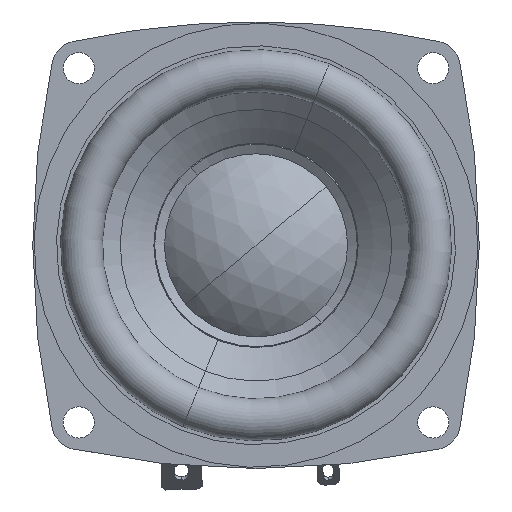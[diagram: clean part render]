
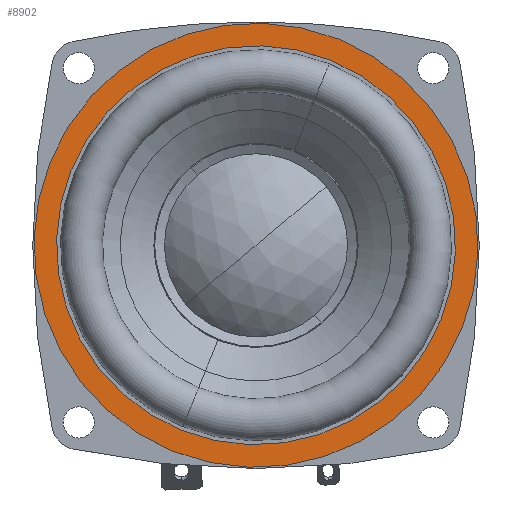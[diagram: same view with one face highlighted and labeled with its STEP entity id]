
A CAD part, top view. The second image highlights one B-rep face of the part: STEP entity #8902.
In plain terms, the highlighted planar face has unit normal (0, 0, 1).
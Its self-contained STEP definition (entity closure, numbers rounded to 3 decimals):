
#84 = ORIENTED_EDGE ( 'NONE', *, *, #12994, .F. ) ;
#536 = DIRECTION ( 'NONE',  ( 0., 0., 1. ) ) ;
#712 = EDGE_LOOP ( 'NONE', ( #1458, #7249 ) ) ;
#780 = EDGE_LOOP ( 'NONE', ( #84, #3892 ) ) ;
#1159 = DIRECTION ( 'NONE',  ( 0.374, 0.928, 0. ) ) ;
#1270 = CIRCLE ( 'NONE', #10200, 28.5 ) ;
#1458 = ORIENTED_EDGE ( 'NONE', *, *, #3142, .T. ) ;
#1582 = DIRECTION ( 'NONE',  ( 0., 0., 1. ) ) ;
#1674 = CARTESIAN_POINT ( 'NONE',  ( 0., 4.069, 38.75 ) ) ;
#2250 = CARTESIAN_POINT ( 'NONE',  ( 9.568, 27.813, 38.75 ) ) ;
#2317 = AXIS2_PLACEMENT_3D ( 'NONE', #1674, #4990, #13926 ) ;
#2406 = CARTESIAN_POINT ( 'NONE',  ( 0., 4.069, 38.75 ) ) ;
#2422 = CARTESIAN_POINT ( 'NONE',  ( 10.652, 30.503, 38.75 ) ) ;
#3103 = DIRECTION ( 'NONE',  ( 0., 0., 1. ) ) ;
#3142 = EDGE_CURVE ( 'NONE', #10332, #4099, #4150, .T. ) ;
#3892 = ORIENTED_EDGE ( 'NONE', *, *, #12499, .F. ) ;
#4099 = VERTEX_POINT ( 'NONE', #2422 ) ;
#4150 = CIRCLE ( 'NONE', #12321, 28.5 ) ;
#4990 = DIRECTION ( 'NONE',  ( 0., 0., 1. ) ) ;
#5355 = AXIS2_PLACEMENT_3D ( 'NONE', #9575, #536, #14033 ) ;
#5436 = DIRECTION ( 'NONE',  ( 0.374, 0.928, 0. ) ) ;
#5830 = EDGE_CURVE ( 'NONE', #4099, #10332, #1270, .T. ) ;
#7075 = CARTESIAN_POINT ( 'NONE',  ( -10.652, -22.366, 38.75 ) ) ;
#7249 = ORIENTED_EDGE ( 'NONE', *, *, #5830, .T. ) ;
#8902 = ADVANCED_FACE ( 'NONE', ( #14380, #12036 ), #10793, .T. ) ;
#9274 = CARTESIAN_POINT ( 'NONE',  ( -9.568, -19.676, 38.75 ) ) ;
#9379 = CARTESIAN_POINT ( 'NONE',  ( 0., 4.069, 38.75 ) ) ;
#9575 = CARTESIAN_POINT ( 'NONE',  ( 0., 4.069, 38.75 ) ) ;
#9642 = AXIS2_PLACEMENT_3D ( 'NONE', #13211, #3103, #5436 ) ;
#9828 = CIRCLE ( 'NONE', #2317, 25.6 ) ;
#10058 = DIRECTION ( 'NONE',  ( 0., 0., 1. ) ) ;
#10200 = AXIS2_PLACEMENT_3D ( 'NONE', #9379, #1582, #11468 ) ;
#10332 = VERTEX_POINT ( 'NONE', #7075 ) ;
#10615 = VERTEX_POINT ( 'NONE', #9274 ) ;
#10793 = PLANE ( 'NONE',  #9642 ) ;
#11468 = DIRECTION ( 'NONE',  ( 0.374, 0.928, 0. ) ) ;
#11691 = VERTEX_POINT ( 'NONE', #2250 ) ;
#12036 = FACE_BOUND ( 'NONE', #780, .T. ) ;
#12321 = AXIS2_PLACEMENT_3D ( 'NONE', #2406, #10058, #1159 ) ;
#12499 = EDGE_CURVE ( 'NONE', #11691, #10615, #9828, .T. ) ;
#12994 = EDGE_CURVE ( 'NONE', #10615, #11691, #14262, .T. ) ;
#13211 = CARTESIAN_POINT ( 'NONE',  ( 0., 4.069, 38.75 ) ) ;
#13926 = DIRECTION ( 'NONE',  ( 0.374, 0.928, 0. ) ) ;
#14033 = DIRECTION ( 'NONE',  ( 0.374, 0.928, 0. ) ) ;
#14262 = CIRCLE ( 'NONE', #5355, 25.6 ) ;
#14380 = FACE_OUTER_BOUND ( 'NONE', #712, .T. ) ;
